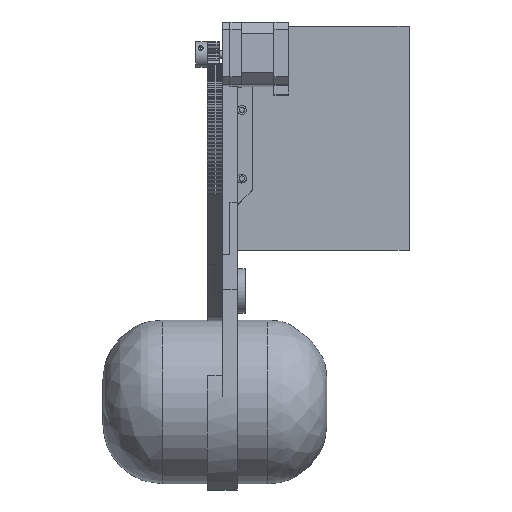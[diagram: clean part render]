
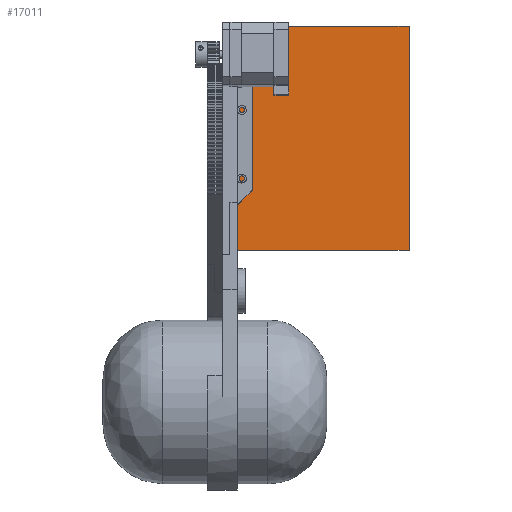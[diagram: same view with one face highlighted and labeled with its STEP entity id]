
A CAD part, top view. The second image highlights one B-rep face of the part: STEP entity #17011.
In plain terms, the highlighted planar face has unit normal (0, 0, 1).
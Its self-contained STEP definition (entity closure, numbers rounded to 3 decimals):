
#2003=FACE_OUTER_BOUND('',#2951,.T.);
#2951=EDGE_LOOP('',(#15557,#15558,#15559,#15560));
#4708=LINE('',#29005,#6471);
#4709=LINE('',#29007,#6472);
#4710=LINE('',#29009,#6473);
#4711=LINE('',#29010,#6474);
#6471=VECTOR('',#23421,10.);
#6472=VECTOR('',#23422,10.);
#6473=VECTOR('',#23423,10.);
#6474=VECTOR('',#23424,10.);
#8133=VERTEX_POINT('',#29003);
#8134=VERTEX_POINT('',#29004);
#8135=VERTEX_POINT('',#29006);
#8136=VERTEX_POINT('',#29008);
#10609=EDGE_CURVE('',#8133,#8134,#4708,.T.);
#10610=EDGE_CURVE('',#8134,#8135,#4709,.T.);
#10611=EDGE_CURVE('',#8135,#8136,#4710,.T.);
#10612=EDGE_CURVE('',#8136,#8133,#4711,.T.);
#15557=ORIENTED_EDGE('',*,*,#10609,.T.);
#15558=ORIENTED_EDGE('',*,*,#10610,.T.);
#15559=ORIENTED_EDGE('',*,*,#10611,.T.);
#15560=ORIENTED_EDGE('',*,*,#10612,.T.);
#16142=PLANE('',#18581);
#17011=ADVANCED_FACE('',(#2003),#16142,.T.);
#18581=AXIS2_PLACEMENT_3D('',#29002,#23419,#23420);
#23419=DIRECTION('center_axis',(0.,0.,1.));
#23420=DIRECTION('ref_axis',(0.,1.,0.));
#23421=DIRECTION('',(-1.,0.,0.));
#23422=DIRECTION('',(0.,-1.,0.));
#23423=DIRECTION('',(1.,0.,0.));
#23424=DIRECTION('',(0.,1.,0.));
#29002=CARTESIAN_POINT('Origin',(-122.5,-82.,35.313));
#29003=CARTESIAN_POINT('',(-60.,-7.,35.313));
#29004=CARTESIAN_POINT('',(-185.,-7.,35.313));
#29005=CARTESIAN_POINT('',(-122.5,-7.,35.313));
#29006=CARTESIAN_POINT('',(-185.,-157.,35.313));
#29007=CARTESIAN_POINT('',(-185.,-82.,35.313));
#29008=CARTESIAN_POINT('',(-60.,-157.,35.313));
#29009=CARTESIAN_POINT('',(-122.5,-157.,35.313));
#29010=CARTESIAN_POINT('',(-60.,-82.,35.313));
